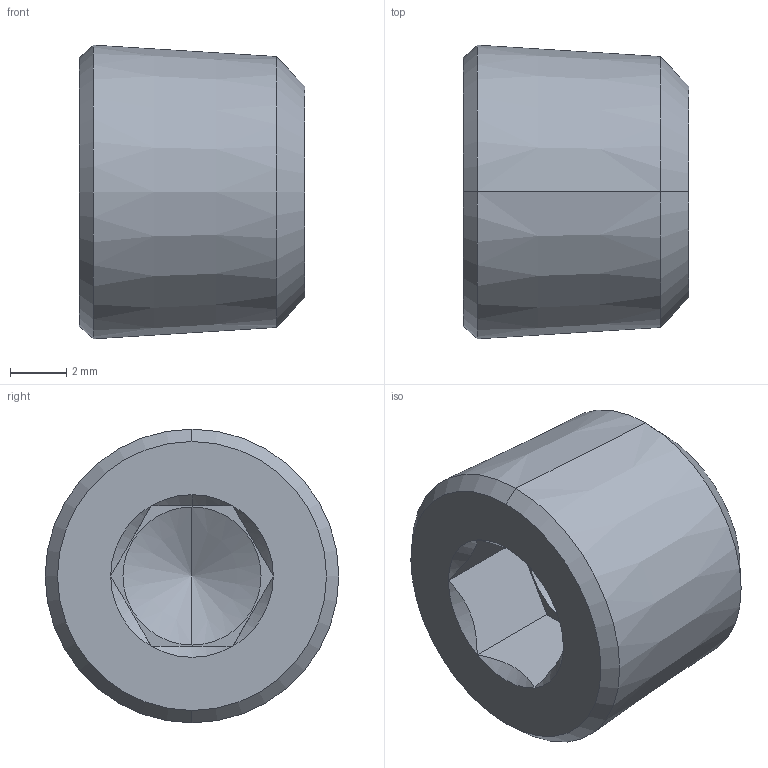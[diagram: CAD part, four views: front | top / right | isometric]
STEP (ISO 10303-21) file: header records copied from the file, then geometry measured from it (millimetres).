
FILE_DESCRIPTION (( 'STEP AP214' ), '1' );
FILE_NAME ('NPT1.8.STEP', '2024-03-21T02:34:45', ( '' ), ( '' ), 'SwSTEP 2.0', 'SolidWorks 2018', '' );
FILE_SCHEMA (( 'AUTOMOTIVE_DESIGN' ));
Length unit declared in the file: millimetre
Products named in the file (1): NPT1.8
Bounding box: 8 x 10.42 x 10.42 mm (x, y, z)
Volume: 516 mm3; surface area: 448.5 mm2
Topology: 1 solids, 1 shells, 26 faces, 51 edges, 27 vertices
Faces by surface type: cone 15, plane 9, cylinder 2
Entity records: 719 total; most frequent: CARTESIAN_POINT 166, DIRECTION 115, ORIENTED_EDGE 98, EDGE_CURVE 49, AXIS2_PLACEMENT_3D 46, EDGE_LOOP 28, VERTEX_POINT 27, ADVANCED_FACE 26
